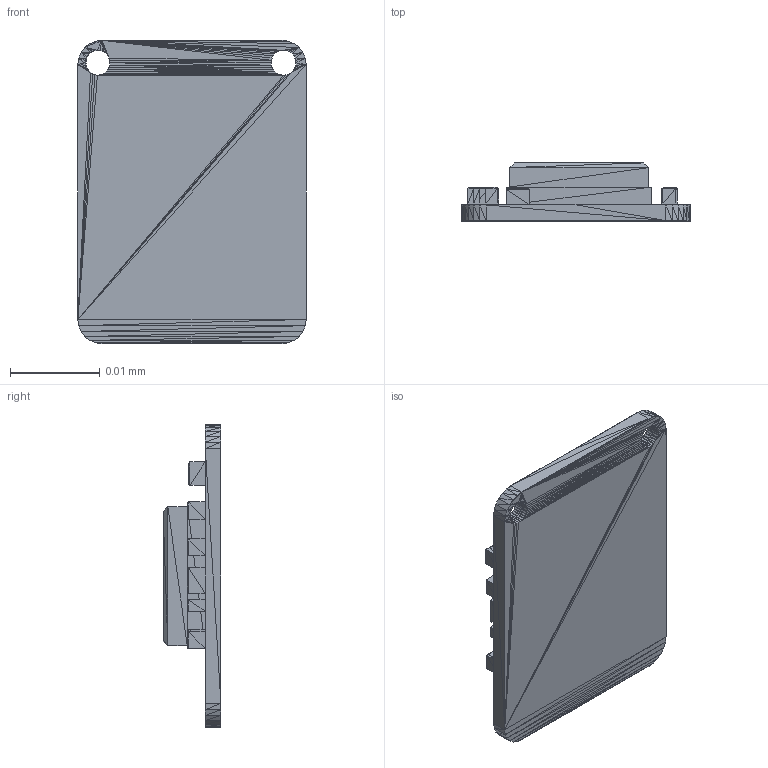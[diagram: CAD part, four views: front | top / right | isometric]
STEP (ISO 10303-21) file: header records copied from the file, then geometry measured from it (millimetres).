
FILE_DESCRIPTION((' '),'2;1');
FILE_NAME( 'scene.stp_ap203.stp', '2025-08-23T22:49:41', (' '), ('--- ---'), ' V2025.1 Dec 16 2024', ' 2025 (c)', ' ');
FILE_SCHEMA(('AP242_MANAGED_MODEL_BASED_3D_ENGINEERING_MIM_LF { 1 0 10303 442 1 1 4 }'));
Length unit declared in the file: millimetre
Products named in the file (1): Orphan_Brep_#19109
Bounding box: 0.03 x 0.01 x 0.03 mm (x, y, z)
Surface area: 0 mm2 (no closed solid volume)
Topology: 0 solids, 1 shells, 730 faces, 1096 edges, 362 vertices
Faces by surface type: plane 730
Entity records: 14250 total; most frequent: DIRECTION 2558, CARTESIAN_POINT 2189, ORIENTED_EDGE 2186, VECTOR 1096, LINE 1096, EDGE_CURVE 1096, AXIS2_PLACEMENT_3D 731, EDGE_LOOP 730
